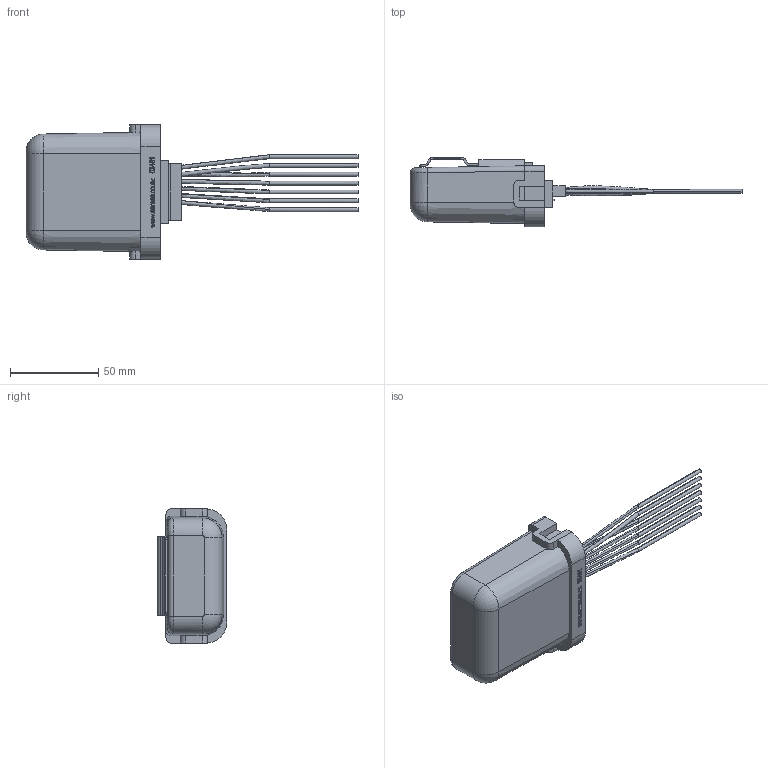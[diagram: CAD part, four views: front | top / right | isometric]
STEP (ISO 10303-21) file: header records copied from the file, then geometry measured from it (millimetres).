
FILE_DESCRIPTION (( 'STEP AP214' ), '1' );
FILE_NAME ('03481-Central Locking Radio Control Kit.STEP', '2018-09-02T21:00:25', ( '' ), ( '' ), 'SwSTEP 2.0', 'SolidWorks 2018', '' );
FILE_SCHEMA (( 'AUTOMOTIVE_DESIGN' ));
Length unit declared in the file: millimetre
Products named in the file (4): 3481 - Mount Plate; 03481-Central Locking Radio Control Kit; 3481 - Receiver; 3481 - Wire
Assembly tree (3 placements, depth 2):
  03481-Central Locking Radio Control Kit
    3481 - Mount Plate
    3481 - Receiver
    3481 - Wire
Bounding box: 187.83 x 39.5 x 76 mm (x, y, z)
Volume: 161894.4 mm3; surface area: 36443.1 mm2
Topology: 3 solids, 3 shells, 874 faces, 2303 edges, 1515 vertices
Faces by surface type: plane 570, bspline 225, cylinder 75, torus 2, cone 2
Entity records: 40332 total; most frequent: CARTESIAN_POINT 19779, ORIENTED_EDGE 4598, DIRECTION 3276, EDGE_CURVE 2299, LINE 1666, VECTOR 1666, VERTEX_POINT 1515, EDGE_LOOP 964
